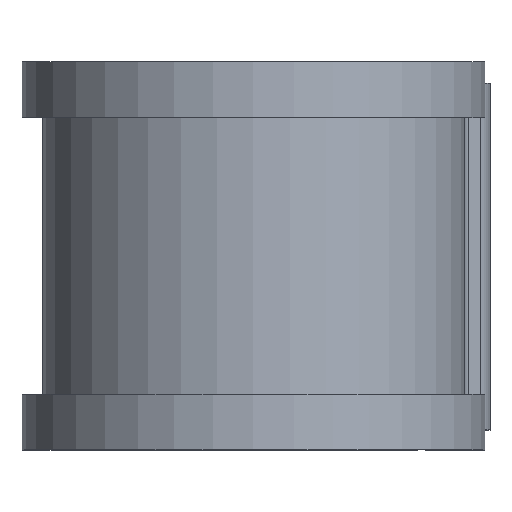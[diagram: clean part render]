
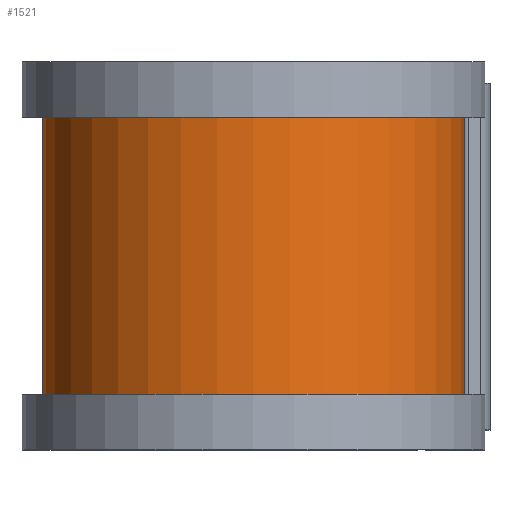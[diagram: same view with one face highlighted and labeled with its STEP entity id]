
A CAD part, top view. The second image highlights one B-rep face of the part: STEP entity #1521.
In plain terms, the highlighted cylindrical face has radius 15.443 mm (diameter 30.886 mm), a partial arc.
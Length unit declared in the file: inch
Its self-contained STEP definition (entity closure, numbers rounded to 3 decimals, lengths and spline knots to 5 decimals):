
#61 = EDGE_CURVE ( 'NONE', #1690, #1511, #618, .T. ) ;
#85 = DIRECTION ( 'NONE',  ( 0., 0., -1. ) ) ;
#132 = LINE ( 'NONE', #864, #1108 ) ;
#234 = CARTESIAN_POINT ( 'NONE',  ( 0., -0.4, -0.608 ) ) ;
#542 = VECTOR ( 'NONE', #1536, 39.37008 ) ;
#575 = FACE_OUTER_BOUND ( 'NONE', #1353, .T. ) ;
#618 = CIRCLE ( 'NONE', #1362, 0.608 ) ;
#619 = AXIS2_PLACEMENT_3D ( 'NONE', #1154, #1092, #835 ) ;
#633 = EDGE_CURVE ( 'NONE', #916, #1571, #1709, .T. ) ;
#814 = ORIENTED_EDGE ( 'NONE', *, *, #61, .T. ) ;
#835 = DIRECTION ( 'NONE',  ( 0., 0., -1. ) ) ;
#864 = CARTESIAN_POINT ( 'NONE',  ( 0., 0.5, -0.608 ) ) ;
#916 = VERTEX_POINT ( 'NONE', #1199 ) ;
#994 = CARTESIAN_POINT ( 'NONE',  ( 0., 0.4, -0.608 ) ) ;
#1083 = ORIENTED_EDGE ( 'NONE', *, *, #633, .F. ) ;
#1092 = DIRECTION ( 'NONE',  ( 0., -1., 0. ) ) ;
#1108 = VECTOR ( 'NONE', #1345, 39.37008 ) ;
#1154 = CARTESIAN_POINT ( 'NONE',  ( 0., -0.4, 0. ) ) ;
#1199 = CARTESIAN_POINT ( 'NONE',  ( 0.608, -0.4, 0. ) ) ;
#1268 = EDGE_CURVE ( 'NONE', #1690, #916, #1608, .T. ) ;
#1296 = CYLINDRICAL_SURFACE ( 'NONE', #1413, 0.608 ) ;
#1345 = DIRECTION ( 'NONE',  ( 0., -1., 0. ) ) ;
#1351 = CARTESIAN_POINT ( 'NONE',  ( 0.608, 0.4, 0. ) ) ;
#1353 = EDGE_LOOP ( 'NONE', ( #1517, #814, #1755, #1083 ) ) ;
#1362 = AXIS2_PLACEMENT_3D ( 'NONE', #1599, #1623, #1628 ) ;
#1413 = AXIS2_PLACEMENT_3D ( 'NONE', #1705, #1711, #85 ) ;
#1482 = CARTESIAN_POINT ( 'NONE',  ( 0.608, 0.5, 0. ) ) ;
#1511 = VERTEX_POINT ( 'NONE', #994 ) ;
#1517 = ORIENTED_EDGE ( 'NONE', *, *, #1268, .F. ) ;
#1521 = ADVANCED_FACE ( 'NONE', ( #575 ), #1296, .T. ) ;
#1536 = DIRECTION ( 'NONE',  ( 0., -1., 0. ) ) ;
#1571 = VERTEX_POINT ( 'NONE', #234 ) ;
#1599 = CARTESIAN_POINT ( 'NONE',  ( 0., 0.4, 0. ) ) ;
#1608 = LINE ( 'NONE', #1482, #542 ) ;
#1623 = DIRECTION ( 'NONE',  ( 0., -1., 0. ) ) ;
#1628 = DIRECTION ( 'NONE',  ( 0., 0., -1. ) ) ;
#1645 = EDGE_CURVE ( 'NONE', #1511, #1571, #132, .T. ) ;
#1690 = VERTEX_POINT ( 'NONE', #1351 ) ;
#1705 = CARTESIAN_POINT ( 'NONE',  ( 0., 0.5, 0. ) ) ;
#1709 = CIRCLE ( 'NONE', #619, 0.608 ) ;
#1711 = DIRECTION ( 'NONE',  ( 0., -1., 0. ) ) ;
#1755 = ORIENTED_EDGE ( 'NONE', *, *, #1645, .T. ) ;
